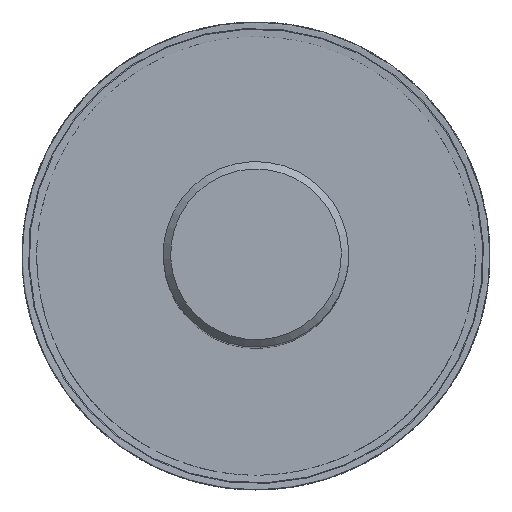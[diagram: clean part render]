
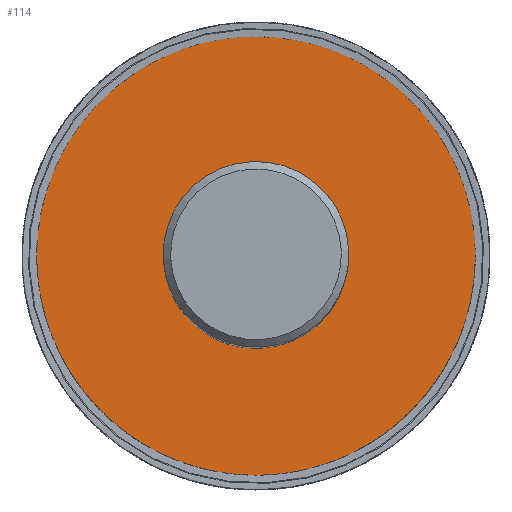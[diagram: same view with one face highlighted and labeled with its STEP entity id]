
A CAD part, top view. The second image highlights one B-rep face of the part: STEP entity #114.
In plain terms, the highlighted planar face has unit normal (0, 0, 1).
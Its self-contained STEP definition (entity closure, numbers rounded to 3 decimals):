
#114=ADVANCED_FACE('TB_SU_5',(#135,#136),#131,.T.);
#131=PLANE('',#374);
#135=FACE_BOUND('',#165,.T.);
#136=FACE_BOUND('',#166,.T.);
#165=EDGE_LOOP('',(#197));
#166=EDGE_LOOP('',(#198));
#197=ORIENTED_EDGE('',*,*,#245,.T.);
#198=ORIENTED_EDGE('',*,*,#246,.T.);
#229=VERTEX_POINT('',#504);
#230=VERTEX_POINT('',#506);
#245=EDGE_CURVE('',#229,#229,#261,.T.);
#246=EDGE_CURVE('',#230,#230,#262,.T.);
#261=CIRCLE('',#372,10.5);
#262=CIRCLE('',#373,30.553);
#372=AXIS2_PLACEMENT_3D('',#503,#421,#422);
#373=AXIS2_PLACEMENT_3D('',#505,#423,#424);
#374=AXIS2_PLACEMENT_3D('',#507,#425,#426);
#421=DIRECTION('',(0.,0.,-1.));
#422=DIRECTION('',(-0.292,-0.956,0.));
#423=DIRECTION('',(0.,0.,1.));
#424=DIRECTION('',(-0.292,-0.956,0.));
#425=DIRECTION('',(0.,0.,1.));
#426=DIRECTION('',(-0.292,-0.956,0.));
#503=CARTESIAN_POINT('',(0.,0.,-128.25));
#504=CARTESIAN_POINT('',(-3.07,-10.041,-128.25));
#505=CARTESIAN_POINT('',(0.,0.,-128.25));
#506=CARTESIAN_POINT('',(-8.933,-29.218,-128.25));
#507=CARTESIAN_POINT('',(-30.653,0.,-128.25));
